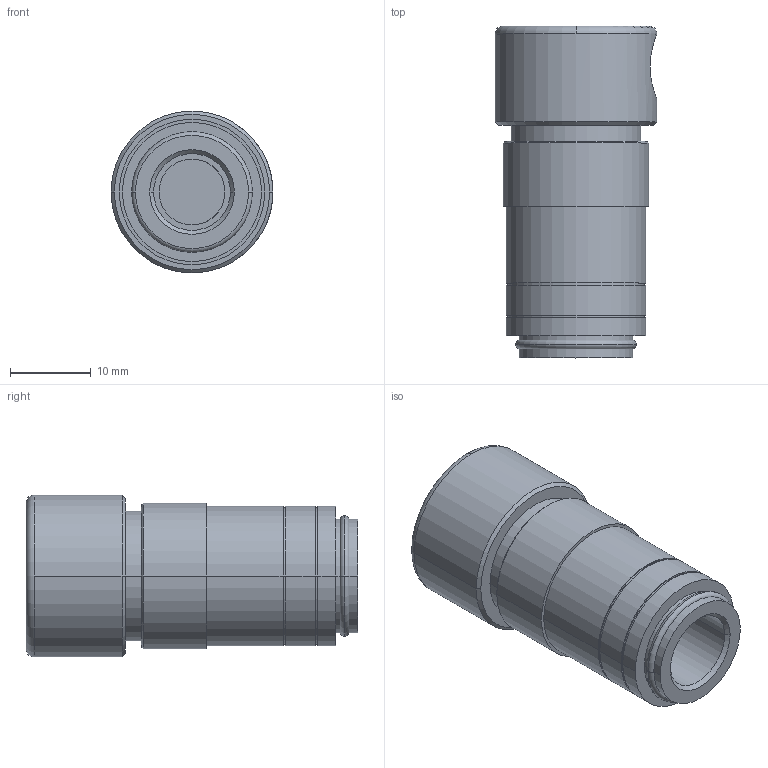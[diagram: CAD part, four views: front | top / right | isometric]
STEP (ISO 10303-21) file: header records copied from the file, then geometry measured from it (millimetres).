
FILE_DESCRIPTION(('STEP AP214'),'1');
FILE_NAME('esdm_8-uab.stp','2020-04-22T06:12:29',('TraceParts'),('TraceParts S.A.'),'Spatial InterOp 3D',' ',' ');
FILE_SCHEMA(('automotive_design'));
Length unit declared in the file: millimetre
Products named in the file (1): 1
Bounding box: 20 x 41 x 20 mm (x, y, z)
Volume: 7761.8 mm3; surface area: 4185.5 mm2
Topology: 1 solids, 1 shells, 50 faces, 109 edges, 69 vertices
Faces by surface type: cylinder 26, plane 12, torus 6, cone 6
Entity records: 1949 total; most frequent: CARTESIAN_POINT 400, DIRECTION 269, ORIENTED_EDGE 218, AXIS2_PLACEMENT_3D 118, EDGE_CURVE 109, VERTEX_POINT 69, CIRCLE 67, EDGE_LOOP 60
